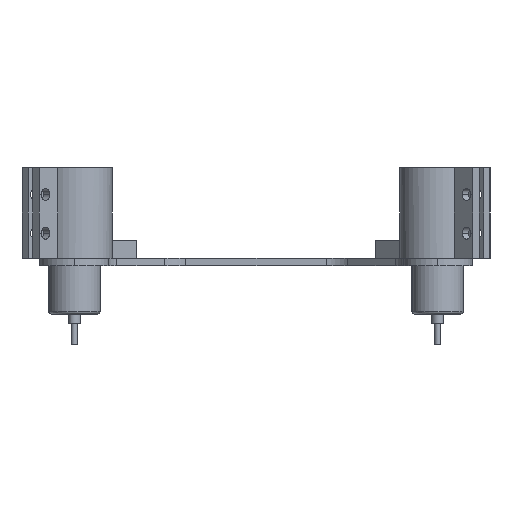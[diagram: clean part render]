
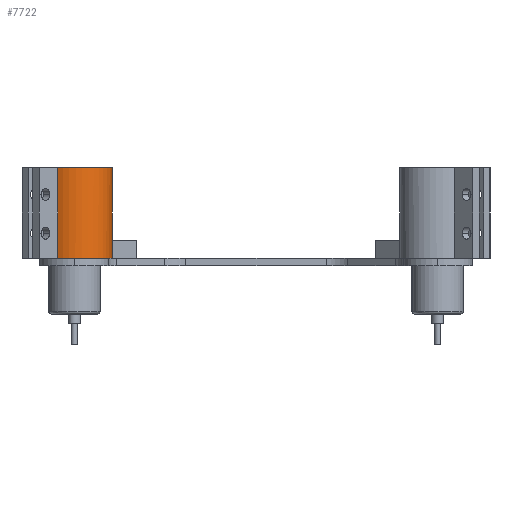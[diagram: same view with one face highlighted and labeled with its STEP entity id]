
A CAD part, left-side view. The second image highlights one B-rep face of the part: STEP entity #7722.
In plain terms, the highlighted cylindrical face has radius 6.25 mm (diameter 12.5 mm), a partial arc.
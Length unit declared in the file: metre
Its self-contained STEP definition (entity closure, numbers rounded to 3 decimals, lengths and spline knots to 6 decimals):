
#144 = EDGE_CURVE ( 'NONE', #6686, #547, #4652, .T. ) ;
#446 = DIRECTION ( 'NONE',  ( 0., 0., 1. ) ) ;
#492 = AXIS2_PLACEMENT_3D ( 'NONE', #5013, #6283, #3234 ) ;
#530 = DIRECTION ( 'NONE',  ( -0.707, 0.707, 0. ) ) ;
#547 = VERTEX_POINT ( 'NONE', #6276 ) ;
#805 = CYLINDRICAL_SURFACE ( 'NONE', #492, 0.00625 ) ;
#834 = VECTOR ( 'NONE', #446, 1. ) ;
#855 = ORIENTED_EDGE ( 'NONE', *, *, #3451, .T. ) ;
#895 = ORIENTED_EDGE ( 'NONE', *, *, #1642, .T. ) ;
#1036 = LINE ( 'NONE', #3544, #834 ) ;
#1053 = CARTESIAN_POINT ( 'NONE',  ( -0.03, 0.03, 0.0162 ) ) ;
#1067 = AXIS2_PLACEMENT_3D ( 'NONE', #6973, #4452, #530 ) ;
#1186 = CIRCLE ( 'NONE', #2968, 0.00625 ) ;
#1401 = EDGE_CURVE ( 'NONE', #3686, #5466, #1186, .T. ) ;
#1491 = ORIENTED_EDGE ( 'NONE', *, *, #144, .F. ) ;
#1602 = DIRECTION ( 'NONE',  ( -0.707, 0.707, 0. ) ) ;
#1642 = EDGE_CURVE ( 'NONE', #5466, #547, #7300, .T. ) ;
#1706 = ORIENTED_EDGE ( 'NONE', *, *, #1401, .T. ) ;
#1797 = CARTESIAN_POINT ( 'NONE',  ( -0.035599, 0.032777, 0.0012 ) ) ;
#2190 = CARTESIAN_POINT ( 'NONE',  ( -0.029433, 0.023776, 0.0012 ) ) ;
#2205 = VECTOR ( 'NONE', #4255, 1. ) ;
#2284 = EDGE_LOOP ( 'NONE', ( #3899, #5436, #1706, #895, #1491, #855 ) ) ;
#2339 = CARTESIAN_POINT ( 'NONE',  ( -0.035599, 0.032777, 0.0162 ) ) ;
#2968 = AXIS2_PLACEMENT_3D ( 'NONE', #1053, #4661, #1602 ) ;
#2994 = DIRECTION ( 'NONE',  ( 0., 0., -1. ) ) ;
#3234 = DIRECTION ( 'NONE',  ( 0.707, -0.707, 0. ) ) ;
#3442 = VERTEX_POINT ( 'NONE', #6445 ) ;
#3451 = EDGE_CURVE ( 'NONE', #6686, #3820, #1036, .T. ) ;
#3544 = CARTESIAN_POINT ( 'NONE',  ( -0.029433, 0.023776, 0.0012 ) ) ;
#3686 = VERTEX_POINT ( 'NONE', #4840 ) ;
#3820 = VERTEX_POINT ( 'NONE', #6230 ) ;
#3899 = ORIENTED_EDGE ( 'NONE', *, *, #4282, .F. ) ;
#4255 = DIRECTION ( 'NONE',  ( 0., 0., -1. ) ) ;
#4282 = EDGE_CURVE ( 'NONE', #3442, #3820, #7372, .T. ) ;
#4452 = DIRECTION ( 'NONE',  ( 0., 0., -1. ) ) ;
#4652 = CIRCLE ( 'NONE', #1067, 0.00625 ) ;
#4657 = CARTESIAN_POINT ( 'NONE',  ( -0.03, 0.03, 0.0042 ) ) ;
#4661 = DIRECTION ( 'NONE',  ( 0., 0., -1. ) ) ;
#4732 = DIRECTION ( 'NONE',  ( -0.707, 0.707, 0. ) ) ;
#4840 = CARTESIAN_POINT ( 'NONE',  ( -0.025581, 0.025581, 0.0162 ) ) ;
#5013 = CARTESIAN_POINT ( 'NONE',  ( -0.03, 0.03, 0.0012 ) ) ;
#5436 = ORIENTED_EDGE ( 'NONE', *, *, #5913, .T. ) ;
#5466 = VERTEX_POINT ( 'NONE', #2339 ) ;
#5572 = FACE_OUTER_BOUND ( 'NONE', #2284, .T. ) ;
#5913 = EDGE_CURVE ( 'NONE', #3442, #3686, #7306, .T. ) ;
#6015 = CARTESIAN_POINT ( 'NONE',  ( -0.025581, 0.025581, 0.0012 ) ) ;
#6230 = CARTESIAN_POINT ( 'NONE',  ( -0.029433, 0.023776, 0.0042 ) ) ;
#6276 = CARTESIAN_POINT ( 'NONE',  ( -0.035599, 0.032777, 0.0012 ) ) ;
#6283 = DIRECTION ( 'NONE',  ( 0., 0., 1. ) ) ;
#6341 = AXIS2_PLACEMENT_3D ( 'NONE', #4657, #2994, #4732 ) ;
#6445 = CARTESIAN_POINT ( 'NONE',  ( -0.025581, 0.025581, 0.0042 ) ) ;
#6686 = VERTEX_POINT ( 'NONE', #2190 ) ;
#6973 = CARTESIAN_POINT ( 'NONE',  ( -0.03, 0.03, 0.0012 ) ) ;
#7190 = DIRECTION ( 'NONE',  ( 0., 0., 1. ) ) ;
#7300 = LINE ( 'NONE', #1797, #2205 ) ;
#7306 = LINE ( 'NONE', #6015, #7317 ) ;
#7317 = VECTOR ( 'NONE', #7190, 1. ) ;
#7372 = CIRCLE ( 'NONE', #6341, 0.00625 ) ;
#7722 = ADVANCED_FACE ( 'NONE', ( #5572 ), #805, .T. ) ;
